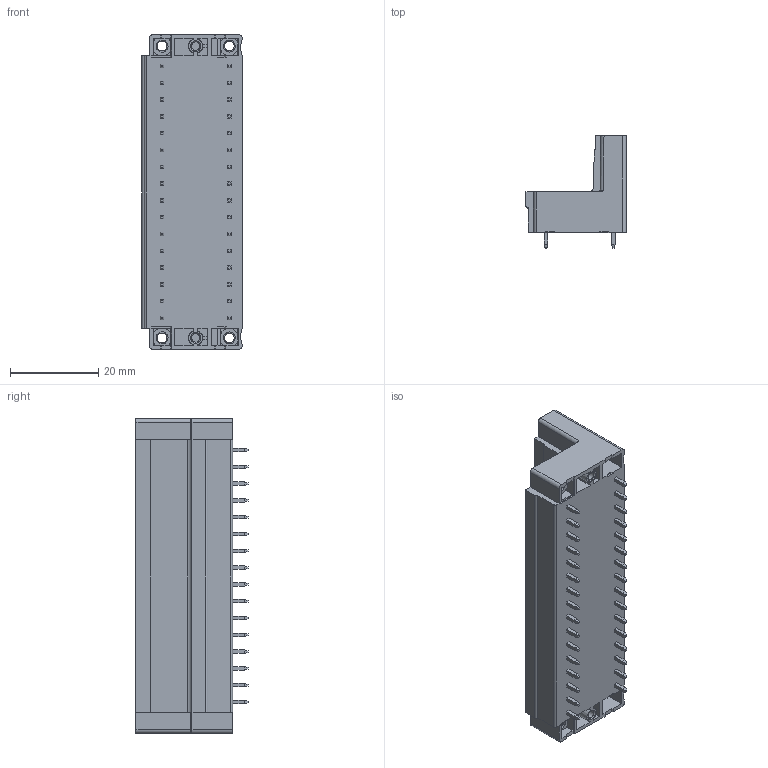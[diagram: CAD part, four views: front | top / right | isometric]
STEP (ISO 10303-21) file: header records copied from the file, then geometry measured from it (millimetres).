
FILE_DESCRIPTION((''),'2;1');
FILE_NAME('TLPHDW-105V-1','2024-09-23T11:45:50',('sheji109'),(''),'CREO PARAMETRIC BY PTC INC, 2018100','CREO PARAMETRIC BY PTC INC, 2018100','');
FILE_SCHEMA(('CONFIG_CONTROL_DESIGN'));
Products named in the file (1): TLPHDW-105V-1
Bounding box: 22.7 x 25.4 x 71.35 mm (x, y, z)
Volume: 15838 mm3; surface area: 16525.1 mm2
Topology: 1 solids, 1 shells, 2007 faces, 5186 edges, 3308 vertices
Faces by surface type: plane 1766, cylinder 183, cone 40, sphere 16, bspline 2
Entity records: 60053 total; most frequent: CARTESIAN_POINT 10924, ORIENTED_EDGE 10340, DIRECTION 9623, EDGE_CURVE 5170, VECTOR 4537, LINE 4537, VERTEX_POINT 3308, AXIS2_PLACEMENT_3D 2543
